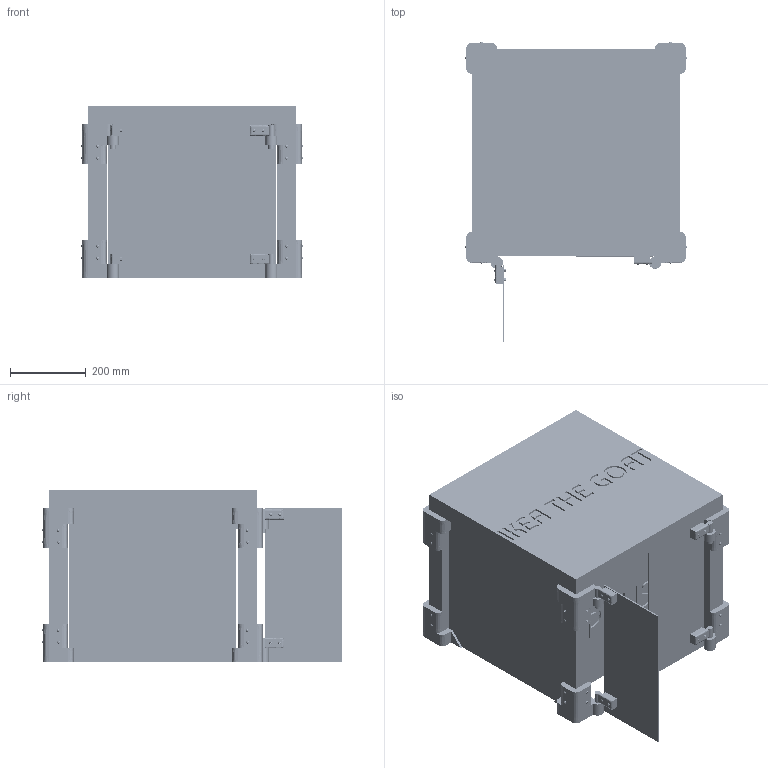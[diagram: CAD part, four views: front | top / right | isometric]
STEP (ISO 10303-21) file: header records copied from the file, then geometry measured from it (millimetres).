
FILE_DESCRIPTION(/* description */ ('STEP AP242','CAx-IF Rec.Pracs.---Representation and Presentation of Product Manufacturing Information (PMI)---4.0---2014-10-13','CAx-IF Rec.Pracs.---3D Tessellated Geometry---0.4---2014-09-14','2;1'),/* implementation_level */ '2;1');
FILE_NAME(/* name */ '66746f111b75fd646f183b4f',/* time_stamp */ '2024-06-20T18:04:02Z',/* author */ (''),/* organization */ (''),/* preprocessor_version */ 'ST-DEVELOPER v20',/* originating_system */ ' ',/* authorisation */ ' ');
FILE_SCHEMA (('AP242_MANAGED_MODEL_BASED_3D_ENGINEERING_MIM_LF { 1 0 10303 442 1 1 4 }'));
Products named in the file (18): Assembly; LACK Table; 2802 Series Zinc-Plated Steel Button Head Screw (M4 x 0.7mm, 25mm Len
gth) 2802-0004-0025; 2812 Series Zinc-Plated Steel Nylon-Insert Locknut (M4 x 0.7mm, 7mm H
ex) 2812-0004-0007; Left Hinge; Hinge Leg; Prusa Footprint; Acrylic Sheet; Upper Hinge Leg 2; Leg; Right Hinge; Upper Leg; Hinge Leg 2; Upper Leg 2; Left Sheet; Right Sheet; Upper Hinge Leg
Assembly tree (63 placements, depth 2):
  Assembly
    LACK Table
    2802 Series Zinc-Plated Steel Button Head Screw (M4 x 0.7mm, 25mm Len
gth) 2802-0004-0025  x40
    2812 Series Zinc-Plated Steel Nylon-Insert Locknut (M4 x 0.7mm, 7mm H
ex) 2812-0004-0007  x4
    Left Hinge  x2
    Hinge Leg
    Prusa Footprint
    Acrylic Sheet  x3
    Upper Hinge Leg 2
    Leg
    Right Hinge  x2
    Upper Leg
    Hinge Leg 2
    Upper Leg 2
    Leg
    Left Sheet
    Right Sheet
    Upper Hinge Leg
Bounding box: 585.67 x 793.11 x 454.85 mm (x, y, z)
Volume: 71306619.1 mm3; surface area: 3835058.3 mm2
Topology: 63 solids, 103 shells, 2413 faces, 8567 edges, 6524 vertices
Faces by surface type: plane 1194, bspline 555, cone 372, cylinder 240, sphere 40, torus 12
Full cylindrical faces by diameter (mm): 3.359 x4, 4.371 x4, 4.5 x48, 7.6 x40, 16 x4, 16.5 x4
Entity records: 48068 total; most frequent: CARTESIAN_POINT 20463, ORIENTED_EDGE 6464, DIRECTION 3924, EDGE_CURVE 3232, VERTEX_POINT 2194, LINE 1980, VECTOR 1980, EDGE_LOOP 1378
